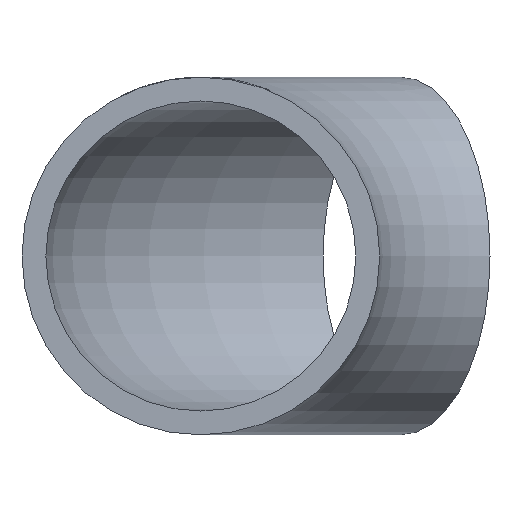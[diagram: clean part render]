
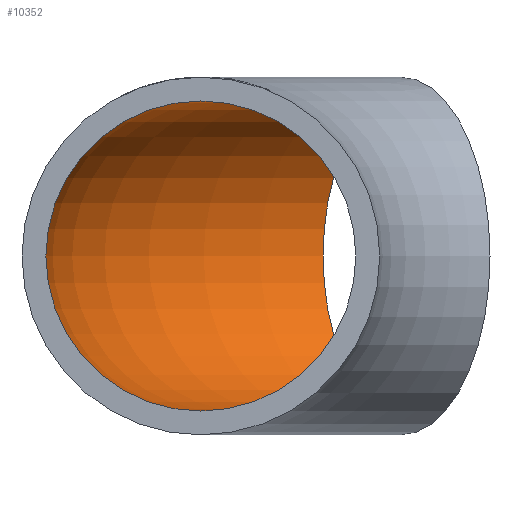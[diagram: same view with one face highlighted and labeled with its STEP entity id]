
A CAD part, front view. The second image highlights one B-rep face of the part: STEP entity #10352.
In plain terms, the highlighted toroidal (fillet/blend) face has major radius 33.5 mm and minor radius 13 mm.
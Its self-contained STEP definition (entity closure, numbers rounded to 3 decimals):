
#721 = AXIS2_PLACEMENT_3D ( 'NONE', #9192, #1487, #5301 ) ;
#1401 = DIRECTION ( 'NONE',  ( 0., 0., -1. ) ) ;
#1487 = DIRECTION ( 'NONE',  ( 0.866, 0.5, 0. ) ) ;
#2013 = CARTESIAN_POINT ( 'NONE',  ( -33.5, 0., 13. ) ) ;
#2130 = CARTESIAN_POINT ( 'NONE',  ( -33.5, 0., 0. ) ) ;
#2315 = EDGE_LOOP ( 'NONE', ( #14910 ) ) ;
#2589 = FACE_OUTER_BOUND ( 'NONE', #2315, .T. ) ;
#3493 = DIRECTION ( 'NONE',  ( 0., 1., 0. ) ) ;
#4046 = DIRECTION ( 'NONE',  ( -1., 0., 0. ) ) ;
#4467 = EDGE_CURVE ( 'NONE', #9716, #9716, #7231, .T. ) ;
#4491 = AXIS2_PLACEMENT_3D ( 'NONE', #2130, #3493, #9916 ) ;
#5301 = DIRECTION ( 'NONE',  ( -0.5, 0.866, 0. ) ) ;
#6573 = FACE_OUTER_BOUND ( 'NONE', #9392, .T. ) ;
#7231 = CIRCLE ( 'NONE', #721, 13. ) ;
#7774 = ORIENTED_EDGE ( 'NONE', *, *, #15604, .F. ) ;
#8612 = AXIS2_PLACEMENT_3D ( 'NONE', #12911, #1401, #4046 ) ;
#9192 = CARTESIAN_POINT ( 'NONE',  ( -16.75, 29.012, 0. ) ) ;
#9392 = EDGE_LOOP ( 'NONE', ( #7774 ) ) ;
#9716 = VERTEX_POINT ( 'NONE', #16127 ) ;
#9916 = DIRECTION ( 'NONE',  ( 0., 0., 1. ) ) ;
#9973 = TOROIDAL_SURFACE ( 'NONE', #8612, 33.5, 13. ) ;
#10352 = ADVANCED_FACE ( 'NONE', ( #2589, #6573 ), #9973, .F. ) ;
#10960 = CIRCLE ( 'NONE', #4491, 13. ) ;
#12175 = VERTEX_POINT ( 'NONE', #2013 ) ;
#12911 = CARTESIAN_POINT ( 'NONE',  ( 0., 0., 0. ) ) ;
#14910 = ORIENTED_EDGE ( 'NONE', *, *, #4467, .T. ) ;
#15604 = EDGE_CURVE ( 'NONE', #12175, #12175, #10960, .T. ) ;
#16127 = CARTESIAN_POINT ( 'NONE',  ( -23.25, 40.27, 0. ) ) ;
